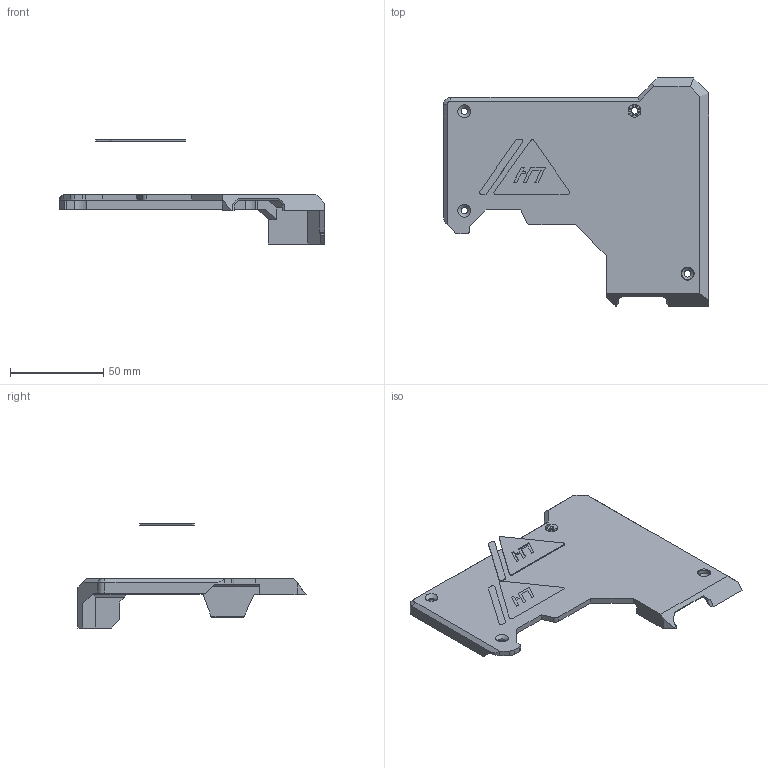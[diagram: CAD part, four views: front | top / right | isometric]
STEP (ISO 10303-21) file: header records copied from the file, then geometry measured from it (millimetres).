
FILE_DESCRIPTION(/* description */ (''),/* implementation_level */ '2;1');
FILE_NAME(/* name */ 'Breakout Box MMU Logo.step',/* time_stamp */ '2024-08-10T17:59:13Z',/* author */ (''),/* organization */ (''),/* preprocessor_version */ 'ST-DEVELOPER v20',/* originating_system */ 'Autodesk Translation Framework v13.14.0.145',/* authorisation */ '');
FILE_SCHEMA (('AUTOMOTIVE_DESIGN { 1 0 10303 214 3 1 1 }'));
Length unit declared in the file: millimetre
Products named in the file (3): (Unsaved); Logo; Box
Assembly tree (2 placements, depth 2):
  (Unsaved)
    Logo
    Box
Bounding box: 141.93 x 121.96 x 55.63 mm (x, y, z)
Volume: 42162.6 mm3; surface area: 34591.7 mm2
Topology: 7 solids, 7 shells, 377 faces, 1049 edges, 687 vertices
Faces by surface type: plane 297, cylinder 65, cone 14, bspline 1
Full cylindrical faces by diameter (mm): 3.5 x3, 3.7 x1, 6.2 x1, 8 x1
Entity records: 12278 total; most frequent: CARTESIAN_POINT 2288, ORIENTED_EDGE 2098, DIRECTION 2025, EDGE_CURVE 1049, LINE 827, VECTOR 827, VERTEX_POINT 687, AXIS2_PLACEMENT_3D 599
